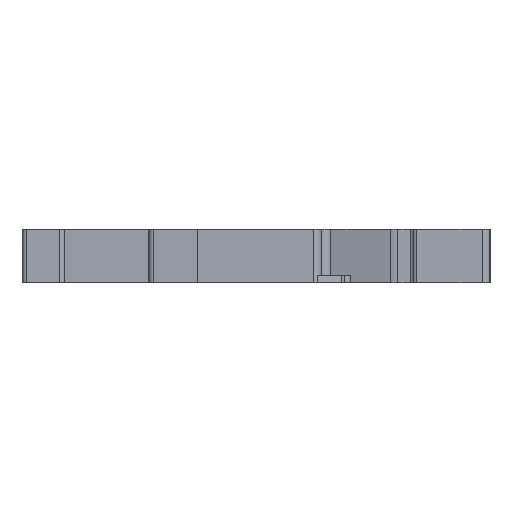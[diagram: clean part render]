
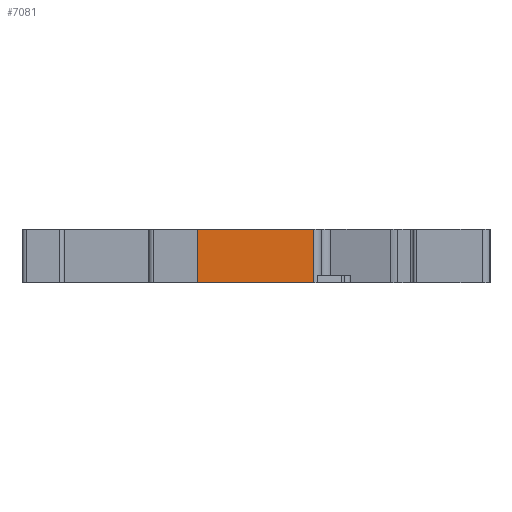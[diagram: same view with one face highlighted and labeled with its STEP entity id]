
A CAD part, left-side view. The second image highlights one B-rep face of the part: STEP entity #7081.
In plain terms, the highlighted planar face has unit normal (-1, 0, 0).
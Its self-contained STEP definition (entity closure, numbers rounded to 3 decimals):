
#132=DIRECTION('',(0.,-1.,0.));
#133=VECTOR('',#132,7.57);
#134=CARTESIAN_POINT('',(-22.5,13.07,-2.1));
#135=LINE('',#134,#133);
#672=DIRECTION('',(0.,1.,0.));
#673=VECTOR('',#672,7.57);
#674=CARTESIAN_POINT('',(-22.5,5.5,1.4));
#675=LINE('',#674,#673);
#2442=DIRECTION('',(0.,0.,1.));
#2443=VECTOR('',#2442,3.5);
#2444=CARTESIAN_POINT('',(-22.5,13.07,-2.1));
#2445=LINE('',#2444,#2443);
#2450=DIRECTION('',(0.,0.,1.));
#2451=VECTOR('',#2450,3.5);
#2452=CARTESIAN_POINT('',(-22.5,5.5,-2.1));
#2453=LINE('',#2452,#2451);
#3246=CARTESIAN_POINT('',(-22.5,13.07,-2.1));
#3247=VERTEX_POINT('',#3246);
#3248=CARTESIAN_POINT('',(-22.5,5.5,-2.1));
#3249=VERTEX_POINT('',#3248);
#3390=CARTESIAN_POINT('',(-22.5,5.5,1.4));
#3391=VERTEX_POINT('',#3390);
#3392=CARTESIAN_POINT('',(-22.5,13.07,1.4));
#3393=VERTEX_POINT('',#3392);
#7069=CARTESIAN_POINT('',(-22.5,-6.,-2.45));
#7070=DIRECTION('',(1.,0.,0.));
#7071=DIRECTION('',(0.,1.,0.));
#7072=AXIS2_PLACEMENT_3D('',#7069,#7070,#7071);
#7073=PLANE('',#7072);
#7074=ORIENTED_EDGE('',*,*,#4220,.F.);
#7075=ORIENTED_EDGE('',*,*,#7062,.T.);
#7076=ORIENTED_EDGE('',*,*,#4522,.F.);
#7078=ORIENTED_EDGE('',*,*,#7077,.F.);
#7079=EDGE_LOOP('',(#7074,#7075,#7076,#7078));
#7080=FACE_OUTER_BOUND('',#7079,.F.);
#7081=ADVANCED_FACE('',(#7080),#7073,.F.);
#4220=EDGE_CURVE('',#3247,#3249,#135,.T.);
#4522=EDGE_CURVE('',#3391,#3393,#675,.T.);
#7062=EDGE_CURVE('',#3247,#3393,#2445,.T.);
#7077=EDGE_CURVE('',#3249,#3391,#2453,.T.);
